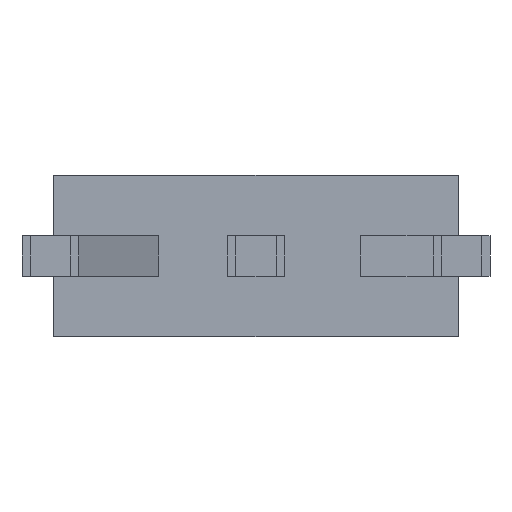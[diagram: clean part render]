
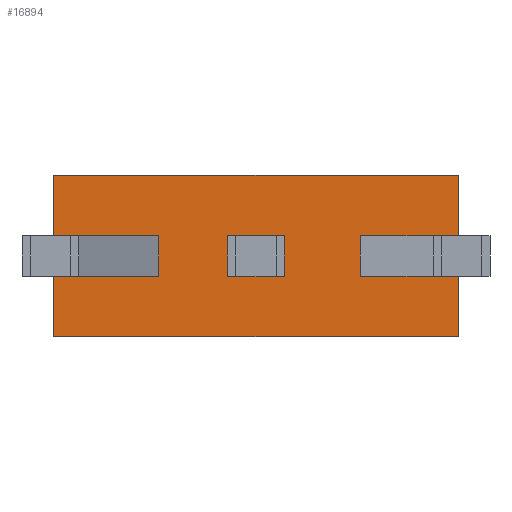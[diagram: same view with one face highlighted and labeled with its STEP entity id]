
A CAD part, front view. The second image highlights one B-rep face of the part: STEP entity #16894.
In plain terms, the highlighted planar face has unit normal (0, -1, 0).
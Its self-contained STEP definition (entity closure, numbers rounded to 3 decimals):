
#138 = CARTESIAN_POINT ( 'NONE',  ( 0.25, 0., 0.25 ) ) ;
#1311 = CARTESIAN_POINT ( 'NONE',  ( 1.79, 0., 0.25 ) ) ;
#1375 = LINE ( 'NONE', #13112, #1436 ) ;
#1434 = CARTESIAN_POINT ( 'NONE',  ( 1.29, 0., 0.25 ) ) ;
#1435 = DIRECTION ( 'NONE',  ( 0., 0., 1. ) ) ;
#1436 = VECTOR ( 'NONE', #1435, 1000. ) ;
#1452 = DIRECTION ( 'NONE',  ( 1., 0., 0. ) ) ;
#1453 = VECTOR ( 'NONE', #1452, 1000. ) ;
#1454 = CARTESIAN_POINT ( 'NONE',  ( 0.868, 0., 0.25 ) ) ;
#1455 = LINE ( 'NONE', #1454, #1453 ) ;
#1456 = DIRECTION ( 'NONE',  ( 0., 0., 1. ) ) ;
#1457 = VECTOR ( 'NONE', #1456, 1000. ) ;
#1458 = CARTESIAN_POINT ( 'NONE',  ( 1.79, 0., -0.25 ) ) ;
#1459 = LINE ( 'NONE', #1458, #1457 ) ;
#12337 = DIRECTION ( 'NONE',  ( -1., 0., 0. ) ) ;
#12338 = VECTOR ( 'NONE', #12337, 1000. ) ;
#12339 = CARTESIAN_POINT ( 'NONE',  ( 0.868, 0., 0.25 ) ) ;
#12340 = LINE ( 'NONE', #12339, #12338 ) ;
#12368 = CARTESIAN_POINT ( 'NONE',  ( 0.868, 0., -0.25 ) ) ;
#12369 = LINE ( 'NONE', #12368, #12429 ) ;
#12370 = DIRECTION ( 'NONE',  ( 1., 0., 0. ) ) ;
#12371 = VECTOR ( 'NONE', #12370, 1000. ) ;
#12372 = CARTESIAN_POINT ( 'NONE',  ( 0.868, 0., -1. ) ) ;
#12373 = LINE ( 'NONE', #12372, #12371 ) ;
#12374 = CARTESIAN_POINT ( 'NONE',  ( -1.698, 0., 0.25 ) ) ;
#12375 = CARTESIAN_POINT ( 'NONE',  ( 0.25, 0., -0.25 ) ) ;
#12376 = DIRECTION ( 'NONE',  ( 0., 0., 1. ) ) ;
#12377 = VECTOR ( 'NONE', #12376, 1000. ) ;
#12378 = CARTESIAN_POINT ( 'NONE',  ( 0.25, 0., -0.25 ) ) ;
#12379 = LINE ( 'NONE', #12378, #12377 ) ;
#12380 = DIRECTION ( 'NONE',  ( 0., 0., 1. ) ) ;
#12381 = VECTOR ( 'NONE', #12380, 1000. ) ;
#12382 = CARTESIAN_POINT ( 'NONE',  ( -0.25, 0., -0.25 ) ) ;
#12383 = LINE ( 'NONE', #12382, #12381 ) ;
#12384 = CARTESIAN_POINT ( 'NONE',  ( -2.5, 0., -1. ) ) ;
#12385 = DIRECTION ( 'NONE',  ( 1., 0., 0. ) ) ;
#12386 = VECTOR ( 'NONE', #12385, 1000. ) ;
#12387 = CARTESIAN_POINT ( 'NONE',  ( 0.868, 0., 1. ) ) ;
#12388 = LINE ( 'NONE', #12387, #12386 ) ;
#12389 = CARTESIAN_POINT ( 'NONE',  ( -2.5, 0., 1. ) ) ;
#12390 = CARTESIAN_POINT ( 'NONE',  ( -1.698, 0., -0.25 ) ) ;
#12391 = DIRECTION ( 'NONE',  ( 0., 0., 1. ) ) ;
#12392 = VECTOR ( 'NONE', #12391, 1000. ) ;
#12393 = CARTESIAN_POINT ( 'NONE',  ( 2.5, 0., -1. ) ) ;
#12394 = LINE ( 'NONE', #12393, #12392 ) ;
#12395 = DIRECTION ( 'NONE',  ( 0., 0., 1. ) ) ;
#12396 = VECTOR ( 'NONE', #12395, 1000. ) ;
#12397 = CARTESIAN_POINT ( 'NONE',  ( -1.698, 0., -0.25 ) ) ;
#12398 = LINE ( 'NONE', #12397, #12396 ) ;
#12399 = PLANE ( 'NONE',  #12458 ) ;
#12414 = FACE_BOUND ( 'NONE', #16876, .T. ) ;
#12415 = FACE_BOUND ( 'NONE', #16939, .T. ) ;
#12416 = FACE_OUTER_BOUND ( 'NONE', #16931, .T. ) ;
#12417 = FACE_BOUND ( 'NONE', #16893, .T. ) ;
#12418 = DIRECTION ( 'NONE',  ( 0., 0., 1. ) ) ;
#12419 = VECTOR ( 'NONE', #12418, 1000. ) ;
#12420 = CARTESIAN_POINT ( 'NONE',  ( -1.198, 0., -0.25 ) ) ;
#12421 = LINE ( 'NONE', #12420, #12419 ) ;
#12423 = DIRECTION ( 'NONE',  ( -1., 0., 0. ) ) ;
#12424 = VECTOR ( 'NONE', #12423, 1000. ) ;
#12425 = CARTESIAN_POINT ( 'NONE',  ( 0.868, 0., -0.25 ) ) ;
#12426 = LINE ( 'NONE', #12425, #12424 ) ;
#12427 = CARTESIAN_POINT ( 'NONE',  ( -0.25, 0., -0.25 ) ) ;
#12428 = DIRECTION ( 'NONE',  ( -1., 0., 0. ) ) ;
#12429 = VECTOR ( 'NONE', #12428, 1000. ) ;
#12455 = DIRECTION ( 'NONE',  ( 0., 0., -1. ) ) ;
#12456 = DIRECTION ( 'NONE',  ( 0., -1., 0. ) ) ;
#12457 = CARTESIAN_POINT ( 'NONE',  ( 0.868, 0., -1. ) ) ;
#12458 = AXIS2_PLACEMENT_3D ( 'NONE', #12457, #12456, #12455 ) ;
#12459 = CARTESIAN_POINT ( 'NONE',  ( 2.5, 0., -1. ) ) ;
#12460 = DIRECTION ( 'NONE',  ( 0., 0., 1. ) ) ;
#12461 = VECTOR ( 'NONE', #12460, 1000. ) ;
#12462 = CARTESIAN_POINT ( 'NONE',  ( -2.5, 0., -1. ) ) ;
#12463 = LINE ( 'NONE', #12462, #12461 ) ;
#12464 = CARTESIAN_POINT ( 'NONE',  ( -1.198, 0., -0.25 ) ) ;
#12465 = CARTESIAN_POINT ( 'NONE',  ( -1.198, 0., 0.25 ) ) ;
#12510 = CARTESIAN_POINT ( 'NONE',  ( 1.79, 0., -0.25 ) ) ;
#12511 = CARTESIAN_POINT ( 'NONE',  ( 1.29, 0., -0.25 ) ) ;
#12512 = DIRECTION ( 'NONE',  ( 1., 0., 0. ) ) ;
#12513 = VECTOR ( 'NONE', #12512, 1000. ) ;
#12514 = CARTESIAN_POINT ( 'NONE',  ( 0.868, 0., -0.25 ) ) ;
#12515 = LINE ( 'NONE', #12514, #12513 ) ;
#12516 = CARTESIAN_POINT ( 'NONE',  ( 2.5, 0., 1. ) ) ;
#13112 = CARTESIAN_POINT ( 'NONE',  ( 1.29, 0., -0.25 ) ) ;
#13128 = EDGE_CURVE ( 'NONE', #13781, #13138, #18164, .T. ) ;
#13138 = VERTEX_POINT ( 'NONE', #18160 ) ;
#13781 = VERTEX_POINT ( 'NONE', #138 ) ;
#14294 = VERTEX_POINT ( 'NONE', #1311 ) ;
#14322 = EDGE_CURVE ( 'NONE', #16942, #14323, #1375, .T. ) ;
#14323 = VERTEX_POINT ( 'NONE', #1434 ) ;
#14336 = EDGE_CURVE ( 'NONE', #16943, #14294, #1459, .T. ) ;
#14337 = ORIENTED_EDGE ( 'NONE', *, *, #14336, .F. ) ;
#14338 = EDGE_CURVE ( 'NONE', #14323, #14294, #1455, .T. ) ;
#14350 = ORIENTED_EDGE ( 'NONE', *, *, #14338, .T. ) ;
#15631 = ORIENTED_EDGE ( 'NONE', *, *, #14322, .T. ) ;
#16867 = EDGE_CURVE ( 'NONE', #16930, #16882, #12340, .T. ) ;
#16868 = EDGE_CURVE ( 'NONE', #16870, #16882, #12398, .T. ) ;
#16869 = EDGE_CURVE ( 'NONE', #16935, #16937, #12394, .T. ) ;
#16870 = VERTEX_POINT ( 'NONE', #12390 ) ;
#16871 = VERTEX_POINT ( 'NONE', #12389 ) ;
#16872 = EDGE_CURVE ( 'NONE', #16871, #16937, #12388, .T. ) ;
#16873 = ORIENTED_EDGE ( 'NONE', *, *, #16933, .F. ) ;
#16874 = VERTEX_POINT ( 'NONE', #12384 ) ;
#16875 = ORIENTED_EDGE ( 'NONE', *, *, #13128, .F. ) ;
#16876 = EDGE_LOOP ( 'NONE', ( #16940, #15631, #14350, #14337 ) ) ;
#16877 = ORIENTED_EDGE ( 'NONE', *, *, #16878, .T. ) ;
#16878 = EDGE_CURVE ( 'NONE', #16889, #13138, #12383, .T. ) ;
#16879 = ORIENTED_EDGE ( 'NONE', *, *, #16880, .F. ) ;
#16880 = EDGE_CURVE ( 'NONE', #16881, #13781, #12379, .T. ) ;
#16881 = VERTEX_POINT ( 'NONE', #12375 ) ;
#16882 = VERTEX_POINT ( 'NONE', #12374 ) ;
#16883 = ORIENTED_EDGE ( 'NONE', *, *, #16872, .F. ) ;
#16884 = ORIENTED_EDGE ( 'NONE', *, *, #16891, .F. ) ;
#16885 = EDGE_CURVE ( 'NONE', #16874, #16935, #12373, .T. ) ;
#16886 = ORIENTED_EDGE ( 'NONE', *, *, #16869, .T. ) ;
#16887 = ORIENTED_EDGE ( 'NONE', *, *, #16888, .T. ) ;
#16888 = EDGE_CURVE ( 'NONE', #16881, #16889, #12369, .T. ) ;
#16889 = VERTEX_POINT ( 'NONE', #12427 ) ;
#16890 = EDGE_CURVE ( 'NONE', #16932, #16870, #12426, .T. ) ;
#16891 = EDGE_CURVE ( 'NONE', #16932, #16930, #12421, .T. ) ;
#16893 = EDGE_LOOP ( 'NONE', ( #16938, #16929, #16884, #16936 ) ) ;
#16894 = ADVANCED_FACE ( 'NONE', ( #12417, #12416, #12415, #12414 ), #12399, .T. ) ;
#16929 = ORIENTED_EDGE ( 'NONE', *, *, #16867, .F. ) ;
#16930 = VERTEX_POINT ( 'NONE', #12465 ) ;
#16931 = EDGE_LOOP ( 'NONE', ( #16883, #16873, #16934, #16886 ) ) ;
#16932 = VERTEX_POINT ( 'NONE', #12464 ) ;
#16933 = EDGE_CURVE ( 'NONE', #16874, #16871, #12463, .T. ) ;
#16934 = ORIENTED_EDGE ( 'NONE', *, *, #16885, .T. ) ;
#16935 = VERTEX_POINT ( 'NONE', #12459 ) ;
#16936 = ORIENTED_EDGE ( 'NONE', *, *, #16890, .T. ) ;
#16937 = VERTEX_POINT ( 'NONE', #12516 ) ;
#16938 = ORIENTED_EDGE ( 'NONE', *, *, #16868, .T. ) ;
#16939 = EDGE_LOOP ( 'NONE', ( #16879, #16887, #16877, #16875 ) ) ;
#16940 = ORIENTED_EDGE ( 'NONE', *, *, #16941, .F. ) ;
#16941 = EDGE_CURVE ( 'NONE', #16942, #16943, #12515, .T. ) ;
#16942 = VERTEX_POINT ( 'NONE', #12511 ) ;
#16943 = VERTEX_POINT ( 'NONE', #12510 ) ;
#18160 = CARTESIAN_POINT ( 'NONE',  ( -0.25, 0., 0.25 ) ) ;
#18161 = DIRECTION ( 'NONE',  ( -1., 0., 0. ) ) ;
#18162 = VECTOR ( 'NONE', #18161, 1000. ) ;
#18163 = CARTESIAN_POINT ( 'NONE',  ( 0.868, 0., 0.25 ) ) ;
#18164 = LINE ( 'NONE', #18163, #18162 ) ;
